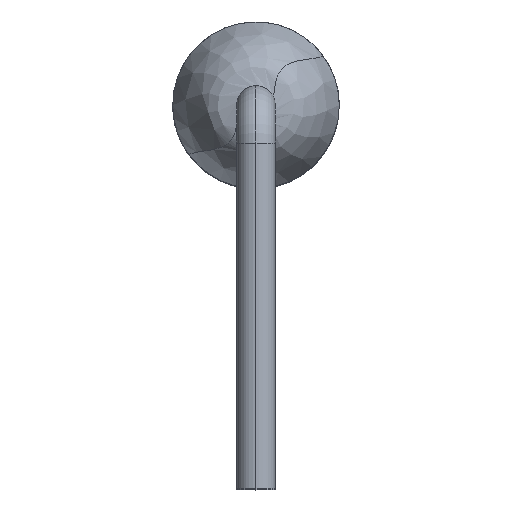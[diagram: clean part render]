
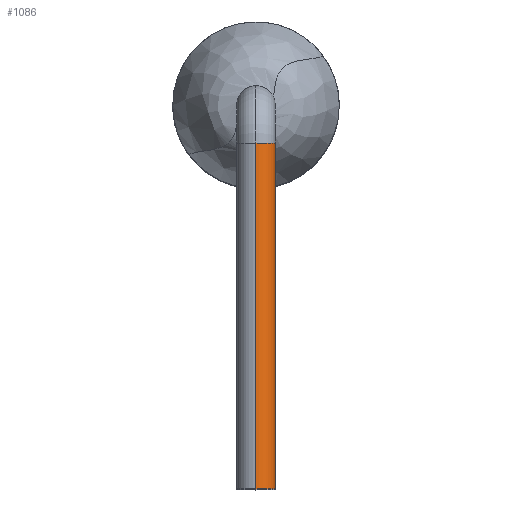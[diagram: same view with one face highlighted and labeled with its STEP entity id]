
A CAD part, top view. The second image highlights one B-rep face of the part: STEP entity #1086.
In plain terms, the highlighted cylindrical face has radius 0.25 mm (diameter 0.5 mm), a partial arc.
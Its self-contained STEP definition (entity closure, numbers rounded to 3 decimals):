
#7 = EDGE_LOOP ( 'NONE', ( #57, #904, #1537, #2053 ) ) ;
#57 = ORIENTED_EDGE ( 'NONE', *, *, #373, .F. ) ;
#93 = LINE ( 'NONE', #689, #1151 ) ;
#167 = CARTESIAN_POINT ( 'NONE',  ( 0., -5., 4.835 ) ) ;
#217 = CARTESIAN_POINT ( 'NONE',  ( 0., -0.5, 5.335 ) ) ;
#301 = EDGE_CURVE ( 'NONE', #1150, #894, #2007, .T. ) ;
#312 = DIRECTION ( 'NONE',  ( 1., 0., 0. ) ) ;
#333 = DIRECTION ( 'NONE',  ( 0., -1., 0. ) ) ;
#355 = CARTESIAN_POINT ( 'NONE',  ( 0., -5., 5.335 ) ) ;
#373 = EDGE_CURVE ( 'NONE', #526, #2037, #1903, .T. ) ;
#420 = DIRECTION ( 'NONE',  ( 0., 1., 0. ) ) ;
#510 = AXIS2_PLACEMENT_3D ( 'NONE', #2002, #420, #1365 ) ;
#521 = DIRECTION ( 'NONE',  ( 0., 1., 0. ) ) ;
#526 = VERTEX_POINT ( 'NONE', #167 ) ;
#547 = CYLINDRICAL_SURFACE ( 'NONE', #510, 0.25 ) ;
#667 = CARTESIAN_POINT ( 'NONE',  ( 0., -5., 5.335 ) ) ;
#689 = CARTESIAN_POINT ( 'NONE',  ( 0., -5., 4.835 ) ) ;
#696 = FACE_OUTER_BOUND ( 'NONE', #7, .T. ) ;
#801 = VECTOR ( 'NONE', #1751, 1000. ) ;
#818 = CARTESIAN_POINT ( 'NONE',  ( 0., -0.5, 4.835 ) ) ;
#894 = VERTEX_POINT ( 'NONE', #217 ) ;
#904 = ORIENTED_EDGE ( 'NONE', *, *, #1776, .T. ) ;
#930 = AXIS2_PLACEMENT_3D ( 'NONE', #1747, #333, #954 ) ;
#943 = CARTESIAN_POINT ( 'NONE',  ( 0., -0.5, 5.085 ) ) ;
#954 = DIRECTION ( 'NONE',  ( 1., 0., 0. ) ) ;
#1086 = ADVANCED_FACE ( 'NONE', ( #696 ), #547, .T. ) ;
#1150 = VERTEX_POINT ( 'NONE', #818 ) ;
#1151 = VECTOR ( 'NONE', #521, 1000. ) ;
#1156 = EDGE_CURVE ( 'NONE', #2037, #894, #1891, .T. ) ;
#1289 = DIRECTION ( 'NONE',  ( 0., -1., 0. ) ) ;
#1365 = DIRECTION ( 'NONE',  ( 0., 0., 1. ) ) ;
#1537 = ORIENTED_EDGE ( 'NONE', *, *, #301, .T. ) ;
#1567 = AXIS2_PLACEMENT_3D ( 'NONE', #943, #1289, #312 ) ;
#1747 = CARTESIAN_POINT ( 'NONE',  ( 0., -5., 5.085 ) ) ;
#1751 = DIRECTION ( 'NONE',  ( 0., 1., 0. ) ) ;
#1776 = EDGE_CURVE ( 'NONE', #526, #1150, #93, .T. ) ;
#1891 = LINE ( 'NONE', #667, #801 ) ;
#1903 = CIRCLE ( 'NONE', #930, 0.25 ) ;
#2002 = CARTESIAN_POINT ( 'NONE',  ( 0., -5., 5.085 ) ) ;
#2007 = CIRCLE ( 'NONE', #1567, 0.25 ) ;
#2037 = VERTEX_POINT ( 'NONE', #355 ) ;
#2053 = ORIENTED_EDGE ( 'NONE', *, *, #1156, .F. ) ;
